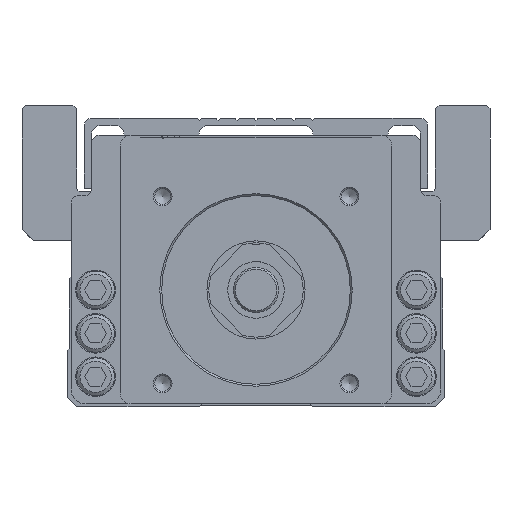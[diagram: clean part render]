
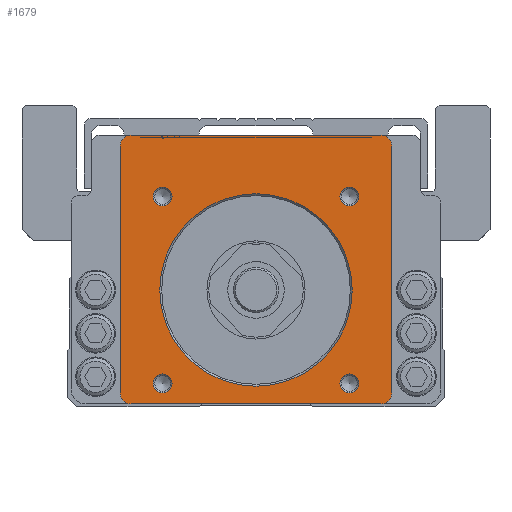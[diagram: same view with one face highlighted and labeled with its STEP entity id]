
A CAD part, front view. The second image highlights one B-rep face of the part: STEP entity #1679.
In plain terms, the highlighted face is planar.
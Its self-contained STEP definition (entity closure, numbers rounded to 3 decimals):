
#791=FACE_BOUND('',#5068,.T.);
#792=FACE_BOUND('',#5069,.T.);
#793=FACE_BOUND('',#5070,.T.);
#794=FACE_BOUND('',#5071,.T.);
#795=FACE_BOUND('',#5072,.T.);
#796=FACE_BOUND('',#5073,.T.);
#1679=ADVANCED_FACE('',(#791,#792,#793,#794,#795,#796),#3085,.T.);
#3085=PLANE('',#24444);
#5068=EDGE_LOOP('',(#11928));
#5069=EDGE_LOOP('',(#11929));
#5070=EDGE_LOOP('',(#11930));
#5071=EDGE_LOOP('',(#11931));
#5072=EDGE_LOOP('',(#11932));
#5073=EDGE_LOOP('',(#11933,#11934,#11935,#11936,#11937,#11938,#11939,#11940));
#6965=LINE('',#33368,#9342);
#6979=LINE('',#33495,#9356);
#6995=LINE('',#33538,#9372);
#6999=LINE('',#33547,#9376);
#9342=VECTOR('',#26634,1.);
#9356=VECTOR('',#26682,1.);
#9372=VECTOR('',#26714,1.);
#9376=VECTOR('',#26722,1.);
#11928=ORIENTED_EDGE('',*,*,#20584,.T.);
#11929=ORIENTED_EDGE('',*,*,#20585,.T.);
#11930=ORIENTED_EDGE('',*,*,#20586,.T.);
#11931=ORIENTED_EDGE('',*,*,#20587,.T.);
#11932=ORIENTED_EDGE('',*,*,#20588,.T.);
#11933=ORIENTED_EDGE('',*,*,#20518,.T.);
#11934=ORIENTED_EDGE('',*,*,#20589,.T.);
#11935=ORIENTED_EDGE('',*,*,#20544,.T.);
#11936=ORIENTED_EDGE('',*,*,#20552,.T.);
#11937=ORIENTED_EDGE('',*,*,#20486,.T.);
#11938=ORIENTED_EDGE('',*,*,#20554,.T.);
#11939=ORIENTED_EDGE('',*,*,#20539,.T.);
#11940=ORIENTED_EDGE('',*,*,#20590,.T.);
#18240=VERTEX_POINT('',#33367);
#18241=VERTEX_POINT('',#33369);
#18264=VERTEX_POINT('',#33494);
#18265=VERTEX_POINT('',#33496);
#18283=VERTEX_POINT('',#33537);
#18284=VERTEX_POINT('',#33539);
#18287=VERTEX_POINT('',#33548);
#18288=VERTEX_POINT('',#33549);
#18305=VERTEX_POINT('',#33617);
#18306=VERTEX_POINT('',#33619);
#18307=VERTEX_POINT('',#33621);
#18308=VERTEX_POINT('',#33623);
#18309=VERTEX_POINT('',#33625);
#20486=EDGE_CURVE('',#18241,#18240,#6965,.T.);
#20518=EDGE_CURVE('',#18265,#18264,#6979,.T.);
#20539=EDGE_CURVE('',#18284,#18283,#6995,.T.);
#20544=EDGE_CURVE('',#18287,#18288,#6999,.T.);
#20552=EDGE_CURVE('',#18288,#18241,#23669,.T.);
#20554=EDGE_CURVE('',#18240,#18284,#23671,.T.);
#20584=EDGE_CURVE('',#18305,#18305,#23682,.T.);
#20585=EDGE_CURVE('',#18306,#18306,#23683,.T.);
#20586=EDGE_CURVE('',#18307,#18307,#23684,.T.);
#20587=EDGE_CURVE('',#18308,#18308,#23685,.T.);
#20588=EDGE_CURVE('',#18309,#18309,#23686,.T.);
#20589=EDGE_CURVE('',#18264,#18287,#23687,.T.);
#20590=EDGE_CURVE('',#18283,#18265,#23688,.T.);
#23669=CIRCLE('',#24414,3.);
#23671=CIRCLE('',#24418,3.);
#23682=CIRCLE('',#24437,25.5);
#23683=CIRCLE('',#24438,2.5);
#23684=CIRCLE('',#24439,2.5);
#23685=CIRCLE('',#24440,2.5);
#23686=CIRCLE('',#24441,2.5);
#23687=CIRCLE('',#24442,3.);
#23688=CIRCLE('',#24443,3.);
#24414=AXIS2_PLACEMENT_3D('',#33560,#26735,#26736);
#24418=AXIS2_PLACEMENT_3D('',#33564,#26743,#26744);
#24437=AXIS2_PLACEMENT_3D('',#33616,#26800,#26801);
#24438=AXIS2_PLACEMENT_3D('',#33618,#26802,#26803);
#24439=AXIS2_PLACEMENT_3D('',#33620,#26804,#26805);
#24440=AXIS2_PLACEMENT_3D('',#33622,#26806,#26807);
#24441=AXIS2_PLACEMENT_3D('',#33624,#26808,#26809);
#24442=AXIS2_PLACEMENT_3D('',#33626,#26810,#26811);
#24443=AXIS2_PLACEMENT_3D('',#33627,#26812,#26813);
#24444=AXIS2_PLACEMENT_3D('',#33628,#26814,#26815);
#26634=DIRECTION('',(-1.,0.,0.));
#26682=DIRECTION('',(1.,0.,0.));
#26714=DIRECTION('',(0.,0.,-1.));
#26722=DIRECTION('',(0.,0.,1.));
#26735=DIRECTION('',(0.,-1.,0.));
#26736=DIRECTION('',(0.,0.,-1.));
#26743=DIRECTION('',(0.,-1.,0.));
#26744=DIRECTION('',(0.,0.,-1.));
#26800=DIRECTION('',(0.,1.,0.));
#26801=DIRECTION('',(0.,0.,-1.));
#26802=DIRECTION('',(0.,1.,0.));
#26803=DIRECTION('',(0.,0.,-1.));
#26804=DIRECTION('',(0.,1.,0.));
#26805=DIRECTION('',(0.,0.,-1.));
#26806=DIRECTION('',(0.,1.,0.));
#26807=DIRECTION('',(0.,0.,-1.));
#26808=DIRECTION('',(0.,1.,0.));
#26809=DIRECTION('',(0.,0.,-1.));
#26810=DIRECTION('',(0.,-1.,0.));
#26811=DIRECTION('',(0.,0.,-1.));
#26812=DIRECTION('',(0.,-1.,0.));
#26813=DIRECTION('',(0.,0.,-1.));
#26814=DIRECTION('',(0.,-1.,0.));
#26815=DIRECTION('',(0.,0.,1.));
#33367=CARTESIAN_POINT('',(-33.,-299.9,17.));
#33368=CARTESIAN_POINT('',(33.,-299.9,17.));
#33369=CARTESIAN_POINT('',(33.,-299.9,17.));
#33494=CARTESIAN_POINT('',(33.,-299.9,-54.2));
#33495=CARTESIAN_POINT('',(-49.,-299.9,-54.2));
#33496=CARTESIAN_POINT('',(-33.,-299.9,-54.2));
#33537=CARTESIAN_POINT('',(-36.,-299.9,-51.2));
#33538=CARTESIAN_POINT('',(-36.,-299.9,12.));
#33539=CARTESIAN_POINT('',(-36.,-299.9,14.));
#33547=CARTESIAN_POINT('',(36.,-299.9,-54.5));
#33548=CARTESIAN_POINT('',(36.,-299.9,-51.2));
#33549=CARTESIAN_POINT('',(36.,-299.9,14.));
#33560=CARTESIAN_POINT('',(33.,-299.9,14.));
#33564=CARTESIAN_POINT('',(-33.,-299.9,14.));
#33616=CARTESIAN_POINT('',(0.,-299.9,-24.));
#33617=CARTESIAN_POINT('',(0.,-299.9,-49.5));
#33618=CARTESIAN_POINT('',(-24.749,-299.9,-48.749));
#33619=CARTESIAN_POINT('',(-24.749,-299.9,-51.249));
#33620=CARTESIAN_POINT('',(-24.749,-299.9,0.749));
#33621=CARTESIAN_POINT('',(-24.749,-299.9,-1.751));
#33622=CARTESIAN_POINT('',(24.749,-299.9,0.749));
#33623=CARTESIAN_POINT('',(24.749,-299.9,-1.751));
#33624=CARTESIAN_POINT('',(24.749,-299.9,-48.749));
#33625=CARTESIAN_POINT('',(24.749,-299.9,-51.249));
#33626=CARTESIAN_POINT('',(33.,-299.9,-51.2));
#33627=CARTESIAN_POINT('',(-33.,-299.9,-51.2));
#33628=CARTESIAN_POINT('',(-33.,-299.9,12.));
